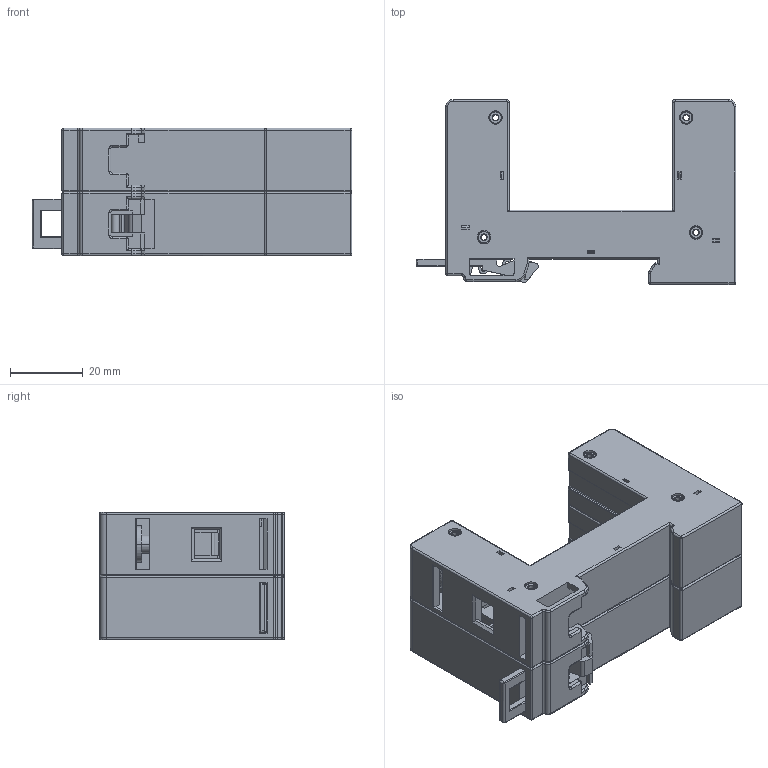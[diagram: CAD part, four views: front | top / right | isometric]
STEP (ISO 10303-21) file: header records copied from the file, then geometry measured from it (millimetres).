
FILE_DESCRIPTION((''),'2;1');
FILE_NAME('510741000_ASM','2019-09-06T12:27:33',('Sebastjan.kamensek'),('Audax d.o.o.'),'CREO PARAMETRIC BY PTC INC, 2017260','CREO PARAMETRIC BY PTC INC, 2017260','');
FILE_SCHEMA(('AP242_MANAGED_MODEL_BASED_3D_ENGINEERING_MIM_LF { 1 0 10303 442 1 1 4 }'));
Products named in the file (13): 510738104; 322429110; 501000132; 510737102_ASM; 510738106; 510738107; 510738102; 510737103_ASM; 505500154_DEF; 322305112; 510743100_ASM; 122053202; 510741000_ASM
Assembly tree (19 placements, depth 4):
  510741000_ASM
    510743100_ASM
      510738104
      510737102_ASM  x2
        322429110
        501000132
      510738106
      510738107
      510738102
      510737103_ASM
        322429110
        501000132
      505500154_DEF  x4
      322305112
    122053202  x2
Bounding box: 88.2 x 51 x 35.2 mm (x, y, z)
Volume: 40984.9 mm3; surface area: 67156.1 mm2
Topology: 17 solids, 17 shells, 3126 faces, 8171 edges, 5182 vertices
Faces by surface type: plane 2172, cylinder 694, torus 94, cone 66, bspline 66, sphere 34
Entity records: 106577 total; most frequent: CARTESIAN_POINT 16762, ORIENTED_EDGE 14196, DIRECTION 13599, PRESENTATION_STYLE_ASSIGNMENT 7127, STYLED_ITEM 7127, CURVE_STYLE 7098, EDGE_CURVE 7098, VECTOR 5587
